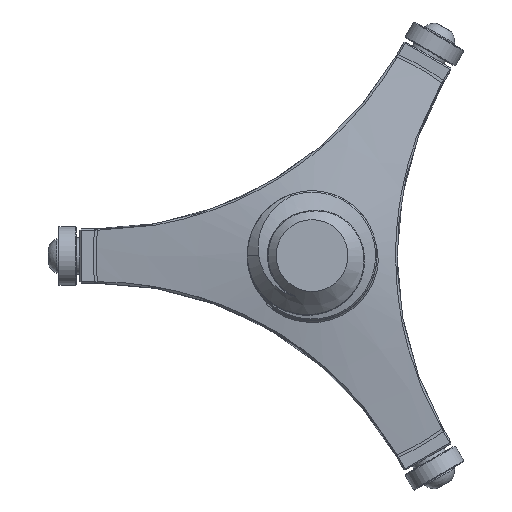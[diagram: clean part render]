
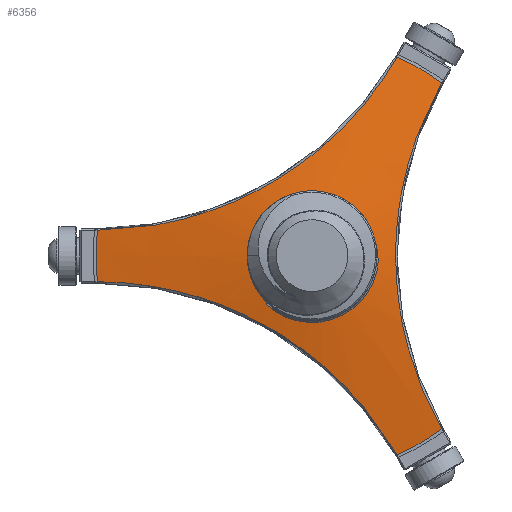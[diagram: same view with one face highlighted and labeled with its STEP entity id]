
A CAD part, top view. The second image highlights one B-rep face of the part: STEP entity #6356.
In plain terms, the highlighted conical face has half-angle 80 degrees and reference radius 36.25 mm.
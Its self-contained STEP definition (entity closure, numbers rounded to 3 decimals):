
#377=CIRCLE('',#6812,18.36);
#378=CIRCLE('',#6814,59.606);
#379=CIRCLE('',#6815,17.868);
#380=CIRCLE('',#6816,59.606);
#381=CIRCLE('',#6817,59.606);
#543=CONICAL_SURFACE('',#6813,36.25,1.396);
#610=FACE_OUTER_BOUND('',#1013,.T.);
#1013=EDGE_LOOP('',(#4495,#4496,#4497,#4498,#4499,#4500,#4501,#4502,#4503,
#4504,#4505,#4506,#4507,#4508));
#1443=LINE('',#12850,#1908);
#1908=VECTOR('',#7395,36.25);
#2408=B_SPLINE_CURVE_WITH_KNOTS('',3,(#12748,#12749,#12750,#12751),
 .UNSPECIFIED.,.F.,.F.,(4,4),(0.874,0.955),
 .UNSPECIFIED.);
#2411=B_SPLINE_CURVE_WITH_KNOTS('',3,(#12841,#12842,#12843,#12844,#12845,
#12846,#12847,#12848),.UNSPECIFIED.,.F.,.F.,(4,1,1,1,1,4),(-10.406,
-10.065,-9.725,-8.363,-7.001,
-5.639),.UNSPECIFIED.);
#2412=B_SPLINE_CURVE_WITH_KNOTS('',3,(#12851,#12852,#12853,#12854),
 .UNSPECIFIED.,.F.,.F.,(4,4),(2.45,2.558),
 .UNSPECIFIED.);
#2413=B_SPLINE_CURVE_WITH_KNOTS('',3,(#12857,#12858,#12859,#12860),
 .UNSPECIFIED.,.F.,.F.,(4,4),(2.405,2.45),
 .UNSPECIFIED.);
#2414=B_SPLINE_CURVE_WITH_KNOTS('',3,(#12861,#12862,#12863,#12864,#12865,
#12866,#12867,#12868),.UNSPECIFIED.,.F.,.F.,(4,1,1,1,1,4),(-15.172,
-13.81,-12.449,-11.087,-10.576,
-10.406),.UNSPECIFIED.);
#2415=B_SPLINE_CURVE_WITH_KNOTS('',3,(#12870,#12871,#12872,#12873,#12874,
#12875,#12876,#12877,#12878,#12879,#12880,#12881),.UNSPECIFIED.,.F.,.F.,
(4,1,1,1,1,1,1,1,1,4),(-15.172,-13.81,-12.449,
-11.087,-10.576,-10.065,-9.725,
-8.363,-7.001,-5.639),.UNSPECIFIED.);
#2416=B_SPLINE_CURVE_WITH_KNOTS('',3,(#12883,#12884,#12885,#12886,#12887,
#12888,#12889,#12890,#12891,#12892,#12893,#12894),.UNSPECIFIED.,.F.,.F.,
(4,1,1,1,1,1,1,1,1,4),(-15.172,-13.81,-12.449,
-11.087,-10.576,-10.065,-9.725,
-8.363,-7.001,-5.639),.UNSPECIFIED.);
#2658=VERTEX_POINT('',#8802);
#2665=VERTEX_POINT('',#9032);
#2675=VERTEX_POINT('',#9308);
#2689=VERTEX_POINT('',#9660);
#2700=VERTEX_POINT('',#9966);
#2707=VERTEX_POINT('',#10196);
#2763=VERTEX_POINT('',#12709);
#2764=VERTEX_POINT('',#12747);
#2786=VERTEX_POINT('',#12832);
#2787=VERTEX_POINT('',#12840);
#2788=VERTEX_POINT('',#12849);
#2789=VERTEX_POINT('',#12855);
#3399=EDGE_CURVE('',#2764,#2763,#2408,.T.);
#3428=EDGE_CURVE('',#2764,#2786,#377,.T.);
#3430=EDGE_CURVE('',#2689,#2707,#378,.T.);
#3431=EDGE_CURVE('',#2787,#2689,#2411,.T.);
#3432=EDGE_CURVE('',#2787,#2788,#1443,.T.);
#3433=EDGE_CURVE('',#2788,#2786,#2412,.T.);
#3434=EDGE_CURVE('',#2763,#2789,#379,.T.);
#3435=EDGE_CURVE('',#2789,#2788,#2413,.T.);
#3436=EDGE_CURVE('',#2665,#2787,#2414,.T.);
#3437=EDGE_CURVE('',#2658,#2665,#380,.T.);
#3438=EDGE_CURVE('',#2675,#2658,#2415,.T.);
#3439=EDGE_CURVE('',#2700,#2675,#381,.T.);
#3440=EDGE_CURVE('',#2707,#2700,#2416,.T.);
#4495=ORIENTED_EDGE('',*,*,#3430,.F.);
#4496=ORIENTED_EDGE('',*,*,#3431,.F.);
#4497=ORIENTED_EDGE('',*,*,#3432,.T.);
#4498=ORIENTED_EDGE('',*,*,#3433,.T.);
#4499=ORIENTED_EDGE('',*,*,#3428,.F.);
#4500=ORIENTED_EDGE('',*,*,#3399,.T.);
#4501=ORIENTED_EDGE('',*,*,#3434,.T.);
#4502=ORIENTED_EDGE('',*,*,#3435,.T.);
#4503=ORIENTED_EDGE('',*,*,#3432,.F.);
#4504=ORIENTED_EDGE('',*,*,#3436,.F.);
#4505=ORIENTED_EDGE('',*,*,#3437,.F.);
#4506=ORIENTED_EDGE('',*,*,#3438,.F.);
#4507=ORIENTED_EDGE('',*,*,#3439,.F.);
#4508=ORIENTED_EDGE('',*,*,#3440,.F.);
#6356=ADVANCED_FACE('',(#610),#543,.T.);
#6812=AXIS2_PLACEMENT_3D('',#12833,#7389,#7390);
#6813=AXIS2_PLACEMENT_3D('',#12838,#7391,#7392);
#6814=AXIS2_PLACEMENT_3D('',#12839,#7393,#7394);
#6815=AXIS2_PLACEMENT_3D('',#12856,#7396,#7397);
#6816=AXIS2_PLACEMENT_3D('',#12869,#7398,#7399);
#6817=AXIS2_PLACEMENT_3D('',#12882,#7400,#7401);
#7389=DIRECTION('center_axis',(0.,0.,1.));
#7390=DIRECTION('ref_axis',(1.,0.,0.));
#7391=DIRECTION('center_axis',(0.,0.,-1.));
#7392=DIRECTION('ref_axis',(-1.,0.,0.));
#7393=DIRECTION('center_axis',(0.,0.,-1.));
#7394=DIRECTION('ref_axis',(1.,0.,0.));
#7395=DIRECTION('',(-0.985,0.,0.174));
#7396=DIRECTION('center_axis',(0.,0.,-1.));
#7397=DIRECTION('ref_axis',(-1.,0.,0.));
#7398=DIRECTION('center_axis',(0.,0.,
-1.));
#7399=DIRECTION('ref_axis',(1.,0.,0.));
#7400=DIRECTION('center_axis',(0.,0.,-1.));
#7401=DIRECTION('ref_axis',(-1.,0.,0.));
#8802=CARTESIAN_POINT('',(23.441,54.803,-41.882));
#9032=CARTESIAN_POINT('',(35.74,47.702,-41.882));
#9308=CARTESIAN_POINT('',(-59.182,7.101,-41.882));
#9660=CARTESIAN_POINT('',(35.74,-47.702,-41.882));
#9966=CARTESIAN_POINT('',(-59.182,-7.101,-41.882));
#10196=CARTESIAN_POINT('',(23.441,-54.803,-41.882));
#12709=CARTESIAN_POINT('',(-12.56,-12.708,-34.522));
#12747=CARTESIAN_POINT('',(-12.531,-13.419,-34.609));
#12748=CARTESIAN_POINT('Ctrl Pts',(-12.532,-13.42,
-34.609));
#12749=CARTESIAN_POINT('Ctrl Pts',(-12.546,-13.181,-34.58));
#12750=CARTESIAN_POINT('Ctrl Pts',(-12.556,-12.944,
-34.551));
#12751=CARTESIAN_POINT('Ctrl Pts',(-12.56,-12.709,
-34.522));
#12832=CARTESIAN_POINT('',(18.33,-1.046,-34.609));
#12833=CARTESIAN_POINT('Origin',(0.,0.,-34.609));
#12838=CARTESIAN_POINT('Origin',(0.,0.,-37.763));
#12839=CARTESIAN_POINT('Origin',(0.,0.,-41.882));
#12840=CARTESIAN_POINT('',(23.056,-0.001,-35.436));
#12841=CARTESIAN_POINT('Ctrl Pts',(23.057,0.,
-35.437));
#12842=CARTESIAN_POINT('Ctrl Pts',(23.057,-1.144,-35.437));
#12843=CARTESIAN_POINT('Ctrl Pts',(23.098,-3.43,-35.474));
#12844=CARTESIAN_POINT('Ctrl Pts',(23.47,-10.407,-35.809));
#12845=CARTESIAN_POINT('Ctrl Pts',(25.014,-21.034,-37.073));
#12846=CARTESIAN_POINT('Ctrl Pts',(29.247,-34.955,-39.398));
#12847=CARTESIAN_POINT('Ctrl Pts',(33.405,-43.623,-41.059));
#12848=CARTESIAN_POINT('Ctrl Pts',(35.74,-47.702,-41.882));
#12849=CARTESIAN_POINT('',(18.013,0.,-34.548));
#12850=CARTESIAN_POINT('',(36.25,0.,-37.763));
#12851=CARTESIAN_POINT('Ctrl Pts',(18.013,0.,
-34.548));
#12852=CARTESIAN_POINT('Ctrl Pts',(18.13,-0.346,
-34.568));
#12853=CARTESIAN_POINT('Ctrl Pts',(18.235,-0.694,
-34.589));
#12854=CARTESIAN_POINT('Ctrl Pts',(18.33,-1.046,-34.609));
#12855=CARTESIAN_POINT('',(17.862,0.428,-34.522));
#12856=CARTESIAN_POINT('Origin',(0.,0.,-34.522));
#12857=CARTESIAN_POINT('Ctrl Pts',(17.863,0.428,-34.522));
#12858=CARTESIAN_POINT('Ctrl Pts',(17.915,0.286,-34.531));
#12859=CARTESIAN_POINT('Ctrl Pts',(17.965,0.143,-34.539));
#12860=CARTESIAN_POINT('Ctrl Pts',(18.013,0.,
-34.548));
#12861=CARTESIAN_POINT('Ctrl Pts',(35.74,47.702,-41.882));
#12862=CARTESIAN_POINT('Ctrl Pts',(33.405,43.623,-41.059));
#12863=CARTESIAN_POINT('Ctrl Pts',(29.247,34.953,-39.398));
#12864=CARTESIAN_POINT('Ctrl Pts',(25.013,21.038,-37.073));
#12865=CARTESIAN_POINT('Ctrl Pts',(23.385,9.81,-35.738));
#12866=CARTESIAN_POINT('Ctrl Pts',(23.077,2.859,-35.455));
#12867=CARTESIAN_POINT('Ctrl Pts',(23.057,0.57,-35.437));
#12868=CARTESIAN_POINT('Ctrl Pts',(23.057,-0.002,
-35.437));
#12869=CARTESIAN_POINT('Origin',(0.,0.,-41.882));
#12870=CARTESIAN_POINT('Ctrl Pts',(-59.182,7.101,-41.882));
#12871=CARTESIAN_POINT('Ctrl Pts',(-54.481,7.118,-41.059));
#12872=CARTESIAN_POINT('Ctrl Pts',(-44.893,7.852,-39.398));
#12873=CARTESIAN_POINT('Ctrl Pts',(-30.726,11.143,-37.073));
#12874=CARTESIAN_POINT('Ctrl Pts',(-20.188,15.347,-35.738));
#12875=CARTESIAN_POINT('Ctrl Pts',(-12.986,19.091,-35.408));
#12876=CARTESIAN_POINT('Ctrl Pts',(-9.066,21.401,-35.447));
#12877=CARTESIAN_POINT('Ctrl Pts',(-2.723,25.529,-35.809));
#12878=CARTESIAN_POINT('Ctrl Pts',(5.709,32.179,-37.073));
#12879=CARTESIAN_POINT('Ctrl Pts',(15.648,42.806,-39.398));
#12880=CARTESIAN_POINT('Ctrl Pts',(21.076,50.741,-41.059));
#12881=CARTESIAN_POINT('Ctrl Pts',(23.441,54.803,-41.882));
#12882=CARTESIAN_POINT('Origin',(0.,0.,-41.882));
#12883=CARTESIAN_POINT('Ctrl Pts',(23.441,-54.803,-41.882));
#12884=CARTESIAN_POINT('Ctrl Pts',(21.076,-50.741,-41.059));
#12885=CARTESIAN_POINT('Ctrl Pts',(15.647,-42.805,-39.398));
#12886=CARTESIAN_POINT('Ctrl Pts',(5.713,-32.181,-37.073));
#12887=CARTESIAN_POINT('Ctrl Pts',(-3.197,-25.157,
-35.738));
#12888=CARTESIAN_POINT('Ctrl Pts',(-10.04,-20.792,
-35.408));
#12889=CARTESIAN_POINT('Ctrl Pts',(-14.001,-18.552,
-35.447));
#12890=CARTESIAN_POINT('Ctrl Pts',(-20.748,-15.122,
-35.809));
#12891=CARTESIAN_POINT('Ctrl Pts',(-30.723,-11.145,
-37.073));
#12892=CARTESIAN_POINT('Ctrl Pts',(-44.895,-7.851,
-39.398));
#12893=CARTESIAN_POINT('Ctrl Pts',(-54.481,-7.118,
-41.059));
#12894=CARTESIAN_POINT('Ctrl Pts',(-59.182,-7.101,
-41.882));
